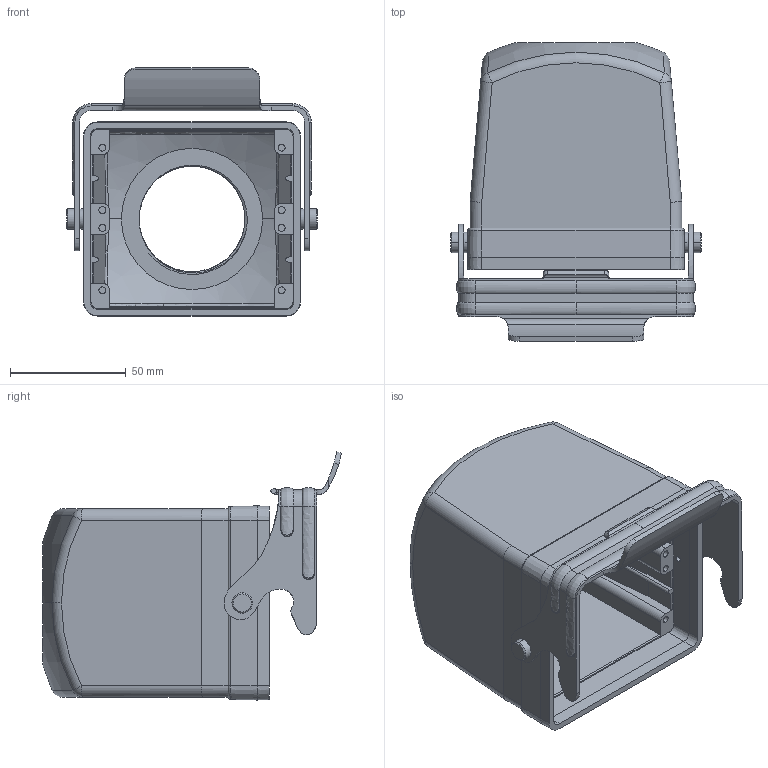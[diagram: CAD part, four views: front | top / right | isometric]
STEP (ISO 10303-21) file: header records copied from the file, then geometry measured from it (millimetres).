
FILE_DESCRIPTION (( 'STEP AP214' ), '1' );
FILE_NAME ('ZP-MC32B-2-SCP36M.step', '2015-08-12T18:07:57', ( '' ), ( '' ), 'SwSTEP 2.0', 'SolidWorks 2014', '' );
FILE_SCHEMA (( 'AUTOMOTIVE_DESIGN' ));
Length unit declared in the file: millimetre
Products named in the file (1): ZP-MC32B-2-SCP36M
Bounding box: 108.45 x 129.12 x 107.22 mm (x, y, z)
Volume: 142542.4 mm3; surface area: 85179.3 mm2
Topology: 1 solids, 3 shells, 294 faces, 734 edges, 461 vertices
Faces by surface type: plane 123, cylinder 102, cone 24, bspline 22, torus 15, sphere 8
Entity records: 12364 total; most frequent: CARTESIAN_POINT 4548, ORIENTED_EDGE 1468, DIRECTION 1319, EDGE_CURVE 734, AXIS2_PLACEMENT_3D 478, VERTEX_POINT 461, LINE 363, VECTOR 363
